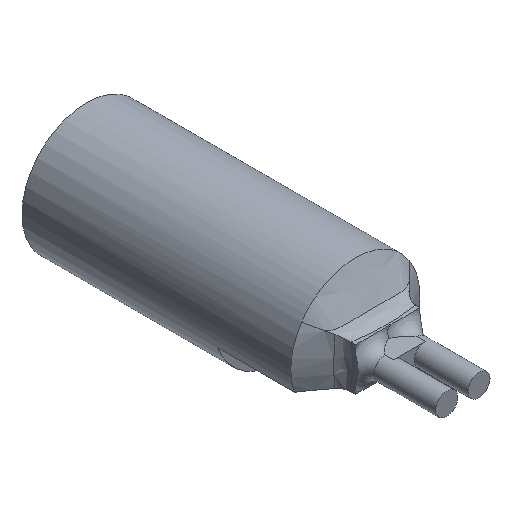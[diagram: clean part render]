
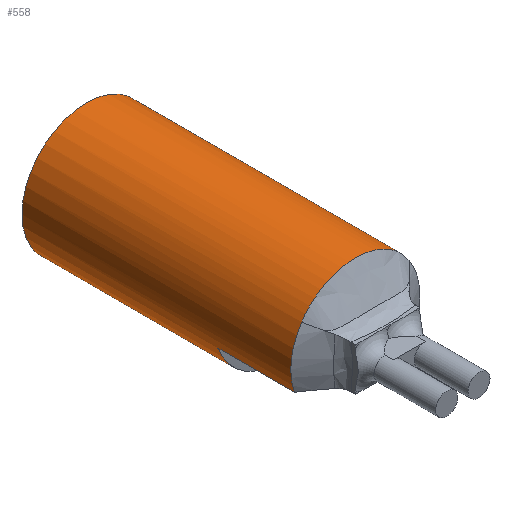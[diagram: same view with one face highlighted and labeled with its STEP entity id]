
A CAD part, isometric view. The second image highlights one B-rep face of the part: STEP entity #558.
In plain terms, the highlighted cylindrical face has radius 6 mm (diameter 12 mm), a full revolution.
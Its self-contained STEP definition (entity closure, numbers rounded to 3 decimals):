
#24=CIRCLE('',#605,6.);
#25=CIRCLE('',#606,6.);
#26=CIRCLE('',#607,6.);
#47=CYLINDRICAL_SURFACE('',#604,6.);
#53=FACE_OUTER_BOUND('',#83,.T.);
#83=EDGE_LOOP('',(#382,#383,#384,#385,#386,#387,#388,#389,#390,#391));
#125=B_SPLINE_CURVE_WITH_KNOTS('',3,(#878,#879,#880,#881,#882,#883,#884,
#885),.UNSPECIFIED.,.F.,.F.,(4,2,2,4),(-0.665,-0.499,
-0.333,-0.311),.UNSPECIFIED.);
#126=B_SPLINE_CURVE_WITH_KNOTS('',3,(#887,#888,#889,#890,#891,#892,#893,
#894,#895,#896,#897,#898,#899,#900,#901,#902),.UNSPECIFIED.,.F.,.F.,(4,
2,2,2,2,2,2,4),(-1.181,-1.003,-0.825,
-0.591,-0.474,-0.357,-0.178,
0.),.UNSPECIFIED.);
#127=B_SPLINE_CURVE_WITH_KNOTS('',3,(#905,#906,#907,#908,#909,#910),
 .UNSPECIFIED.,.F.,.F.,(4,2,4),(-0.311,-0.166,-0.107),
 .UNSPECIFIED.);
#145=LINE('',#800,#179);
#151=LINE('',#862,#185);
#157=LINE('',#876,#191);
#179=VECTOR('',#658,10.);
#185=VECTOR('',#668,10.);
#191=VECTOR('',#678,6.);
#213=VERTEX_POINT('',#798);
#214=VERTEX_POINT('',#799);
#227=VERTEX_POINT('',#854);
#228=VERTEX_POINT('',#861);
#233=VERTEX_POINT('',#873);
#234=VERTEX_POINT('',#875);
#235=VERTEX_POINT('',#877);
#236=VERTEX_POINT('',#886);
#273=EDGE_CURVE('',#213,#214,#145,.T.);
#287=EDGE_CURVE('',#228,#227,#151,.T.);
#293=EDGE_CURVE('',#233,#233,#24,.T.);
#294=EDGE_CURVE('',#233,#234,#157,.T.);
#295=EDGE_CURVE('',#235,#234,#125,.T.);
#296=EDGE_CURVE('',#236,#235,#126,.T.);
#297=EDGE_CURVE('',#213,#236,#25,.T.);
#298=EDGE_CURVE('',#214,#228,#26,.T.);
#299=EDGE_CURVE('',#234,#227,#127,.T.);
#382=ORIENTED_EDGE('',*,*,#293,.F.);
#383=ORIENTED_EDGE('',*,*,#294,.T.);
#384=ORIENTED_EDGE('',*,*,#295,.F.);
#385=ORIENTED_EDGE('',*,*,#296,.F.);
#386=ORIENTED_EDGE('',*,*,#297,.F.);
#387=ORIENTED_EDGE('',*,*,#273,.T.);
#388=ORIENTED_EDGE('',*,*,#298,.T.);
#389=ORIENTED_EDGE('',*,*,#287,.T.);
#390=ORIENTED_EDGE('',*,*,#299,.F.);
#391=ORIENTED_EDGE('',*,*,#294,.F.);
#558=ADVANCED_FACE('',(#53),#47,.T.);
#604=AXIS2_PLACEMENT_3D('',#872,#674,#675);
#605=AXIS2_PLACEMENT_3D('',#874,#676,#677);
#606=AXIS2_PLACEMENT_3D('',#903,#679,#680);
#607=AXIS2_PLACEMENT_3D('',#904,#681,#682);
#658=DIRECTION('',(0.,1.,0.));
#668=DIRECTION('',(0.,-1.,0.));
#674=DIRECTION('center_axis',(0.,1.,0.));
#675=DIRECTION('ref_axis',(1.,0.,0.));
#676=DIRECTION('center_axis',(0.,1.,0.));
#677=DIRECTION('ref_axis',(1.,0.,0.));
#678=DIRECTION('',(0.,-1.,0.));
#679=DIRECTION('center_axis',(0.,-1.,0.));
#680=DIRECTION('ref_axis',(1.,0.,0.));
#681=DIRECTION('center_axis',(0.,1.,0.));
#682=DIRECTION('ref_axis',(1.,0.,0.));
#798=CARTESIAN_POINT('',(5.657,60.,-2.));
#799=CARTESIAN_POINT('',(5.657,67.116,-2.));
#800=CARTESIAN_POINT('',(5.657,65.,-2.));
#854=CARTESIAN_POINT('',(-5.657,60.002,-2.));
#861=CARTESIAN_POINT('',(-5.657,67.116,-2.));
#862=CARTESIAN_POINT('',(-5.657,65.,-2.));
#872=CARTESIAN_POINT('Origin',(0.,65.,0.));
#873=CARTESIAN_POINT('',(-6.,85.,0.));
#874=CARTESIAN_POINT('Origin',(0.,85.,0.));
#875=CARTESIAN_POINT('',(-6.,60.,0.));
#876=CARTESIAN_POINT('',(-6.,65.,0.));
#877=CARTESIAN_POINT('',(-4.992,60.,3.328));
#878=CARTESIAN_POINT('Ctrl Pts',(-4.992,60.,3.328));
#879=CARTESIAN_POINT('Ctrl Pts',(-5.3,60.,2.867));
#880=CARTESIAN_POINT('Ctrl Pts',(-5.542,60.001,2.366));
#881=CARTESIAN_POINT('Ctrl Pts',(-5.881,60.,1.311));
#882=CARTESIAN_POINT('Ctrl Pts',(-5.977,59.999,0.763));
#883=CARTESIAN_POINT('Ctrl Pts',(-5.999,60.,0.14));
#884=CARTESIAN_POINT('Ctrl Pts',(-6.,60.,0.07));
#885=CARTESIAN_POINT('Ctrl Pts',(-6.,60.,0.));
#886=CARTESIAN_POINT('',(4.992,60.,3.328));
#887=CARTESIAN_POINT('Ctrl Pts',(4.992,60.,3.328));
#888=CARTESIAN_POINT('Ctrl Pts',(4.663,60.,3.823));
#889=CARTESIAN_POINT('Ctrl Pts',(4.261,60.001,4.265));
#890=CARTESIAN_POINT('Ctrl Pts',(3.342,60.001,5.018));
#891=CARTESIAN_POINT('Ctrl Pts',(2.829,60.,5.324));
#892=CARTESIAN_POINT('Ctrl Pts',(1.558,60.001,5.847));
#893=CARTESIAN_POINT('Ctrl Pts',(0.784,60.002,6.));
#894=CARTESIAN_POINT('Ctrl Pts',(-0.387,60.001,6.));
#895=CARTESIAN_POINT('Ctrl Pts',(-0.775,60.,5.962));
#896=CARTESIAN_POINT('Ctrl Pts',(-1.54,60.,5.812));
#897=CARTESIAN_POINT('Ctrl Pts',(-1.914,60.,5.7));
#898=CARTESIAN_POINT('Ctrl Pts',(-2.826,60.001,5.326));
#899=CARTESIAN_POINT('Ctrl Pts',(-3.339,60.002,5.02));
#900=CARTESIAN_POINT('Ctrl Pts',(-4.26,60.002,4.266));
#901=CARTESIAN_POINT('Ctrl Pts',(-4.662,60.,3.823));
#902=CARTESIAN_POINT('Ctrl Pts',(-4.992,60.,3.328));
#903=CARTESIAN_POINT('Origin',(0.,60.,0.));
#904=CARTESIAN_POINT('Origin',(0.,67.116,0.));
#905=CARTESIAN_POINT('Ctrl Pts',(-6.,60.,0.));
#906=CARTESIAN_POINT('Ctrl Pts',(-6.,60.001,-0.483));
#907=CARTESIAN_POINT('Ctrl Pts',(-5.942,60.002,-0.965));
#908=CARTESIAN_POINT('Ctrl Pts',(-5.779,60.003,-1.626));
#909=CARTESIAN_POINT('Ctrl Pts',(-5.722,60.003,-1.815));
#910=CARTESIAN_POINT('Ctrl Pts',(-5.657,60.002,-2.));
